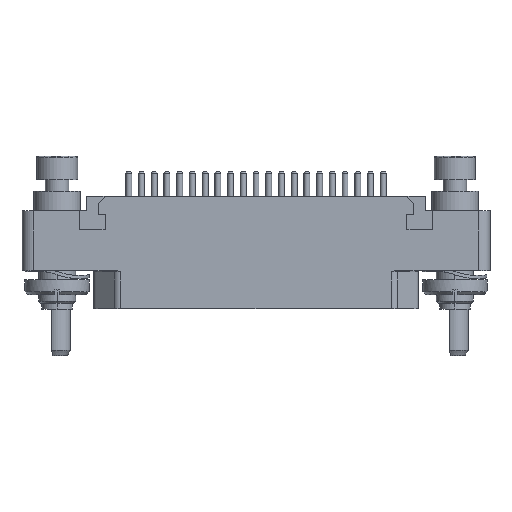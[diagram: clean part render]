
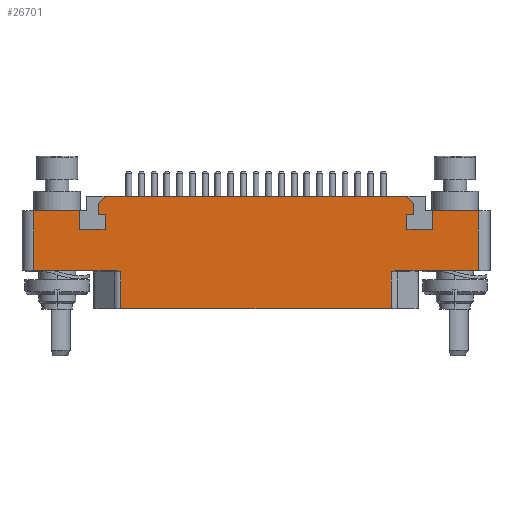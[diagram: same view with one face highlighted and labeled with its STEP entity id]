
A CAD part, top view. The second image highlights one B-rep face of the part: STEP entity #26701.
In plain terms, the highlighted planar face has unit normal (0, 0, 1).
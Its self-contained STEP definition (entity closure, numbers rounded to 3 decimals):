
#2525=DIRECTION('',(-1.,0.,0.));
#2526=VECTOR('',#2525,46.236);
#2527=CARTESIAN_POINT('',(23.118,-6.5,7.));
#2528=LINE('',#2527,#2526);
#2633=DIRECTION('',(1.,0.,0.));
#2634=VECTOR('',#2633,14.082);
#2635=CARTESIAN_POINT('',(-38.,0.,7.));
#2636=LINE('',#2635,#2634);
#4703=DIRECTION('',(0.,-1.,0.));
#4704=VECTOR('',#4703,10.25);
#4705=CARTESIAN_POINT('',(-38.,10.25,7.));
#4706=LINE('',#4705,#4704);
#4721=DIRECTION('',(1.,0.,0.));
#4722=VECTOR('',#4721,7.8);
#4723=CARTESIAN_POINT('',(-38.,10.25,7.));
#4724=LINE('',#4723,#4722);
#4725=DIRECTION('',(0.,-1.,0.));
#4726=VECTOR('',#4725,3.2);
#4727=CARTESIAN_POINT('',(-30.2,10.25,7.));
#4728=LINE('',#4727,#4726);
#4729=DIRECTION('',(1.,0.,0.));
#4730=VECTOR('',#4729,4.4);
#4731=CARTESIAN_POINT('',(-30.2,7.05,7.));
#4732=LINE('',#4731,#4730);
#4733=DIRECTION('',(0.,1.,0.));
#4734=VECTOR('',#4733,2.6);
#4735=CARTESIAN_POINT('',(-25.8,7.05,7.));
#4736=LINE('',#4735,#4734);
#4737=DIRECTION('',(-1.,0.,0.));
#4738=VECTOR('',#4737,1.2);
#4739=CARTESIAN_POINT('',(-25.8,9.65,7.));
#4740=LINE('',#4739,#4738);
#4741=DIRECTION('',(0.,-1.,0.));
#4742=VECTOR('',#4741,1.9);
#4743=CARTESIAN_POINT('',(-27.,11.55,7.));
#4744=LINE('',#4743,#4742);
#4745=DIRECTION('',(1.,0.,0.));
#4746=VECTOR('',#4745,51.6);
#4747=CARTESIAN_POINT('',(-25.8,12.75,7.));
#4748=LINE('',#4747,#4746);
#4749=DIRECTION('',(0.,-1.,0.));
#4750=VECTOR('',#4749,1.9);
#4751=CARTESIAN_POINT('',(27.,11.55,7.));
#4752=LINE('',#4751,#4750);
#4753=DIRECTION('',(-1.,0.,0.));
#4754=VECTOR('',#4753,1.2);
#4755=CARTESIAN_POINT('',(27.,9.65,7.));
#4756=LINE('',#4755,#4754);
#4757=DIRECTION('',(0.,-1.,0.));
#4758=VECTOR('',#4757,2.6);
#4759=CARTESIAN_POINT('',(25.8,9.65,7.));
#4760=LINE('',#4759,#4758);
#4761=DIRECTION('',(1.,0.,0.));
#4762=VECTOR('',#4761,4.4);
#4763=CARTESIAN_POINT('',(25.8,7.05,7.));
#4764=LINE('',#4763,#4762);
#4765=DIRECTION('',(0.,1.,0.));
#4766=VECTOR('',#4765,3.2);
#4767=CARTESIAN_POINT('',(30.2,7.05,7.));
#4768=LINE('',#4767,#4766);
#4769=DIRECTION('',(1.,0.,0.));
#4770=VECTOR('',#4769,7.8);
#4771=CARTESIAN_POINT('',(30.2,10.25,7.));
#4772=LINE('',#4771,#4770);
#4794=DIRECTION('',(1.,0.,0.));
#4795=VECTOR('',#4794,14.082);
#4796=CARTESIAN_POINT('',(23.918,0.,7.));
#4797=LINE('',#4796,#4795);
#6040=DIRECTION('',(0.,1.,0.));
#6041=VECTOR('',#6040,10.25);
#6042=CARTESIAN_POINT('',(38.,0.,7.));
#6043=LINE('',#6042,#6041);
#6887=CARTESIAN_POINT('',(23.118,-0.2,7.));
#6888=CARTESIAN_POINT('',(23.14,-0.192,7.));
#6889=CARTESIAN_POINT('',(23.184,-0.176,7.));
#6890=CARTESIAN_POINT('',(23.251,-0.152,7.));
#6891=CARTESIAN_POINT('',(23.318,-0.128,7.));
#6892=CARTESIAN_POINT('',(23.385,-0.106,7.));
#6893=CARTESIAN_POINT('',(23.451,-0.085,7.));
#6894=CARTESIAN_POINT('',(23.515,-0.066,7.));
#6895=CARTESIAN_POINT('',(23.577,-0.049,7.));
#6896=CARTESIAN_POINT('',(23.636,-0.035,7.));
#6897=CARTESIAN_POINT('',(23.688,-0.024,7.));
#6898=CARTESIAN_POINT('',(23.734,-0.016,7.));
#6899=CARTESIAN_POINT('',(23.776,-0.01,7.));
#6900=CARTESIAN_POINT('',(23.814,-0.005,7.));
#6901=CARTESIAN_POINT('',(23.85,-0.002,7.));
#6902=CARTESIAN_POINT('',(23.884,0.,7.));
#6903=CARTESIAN_POINT('',(23.907,0.,7.));
#6904=CARTESIAN_POINT('',(23.918,0.,7.));
#6920=DIRECTION('',(0.,1.,0.));
#6921=VECTOR('',#6920,6.3);
#6922=CARTESIAN_POINT('',(23.118,-6.5,7.));
#6923=LINE('',#6922,#6921);
#6924=DIRECTION('',(0.,1.,0.));
#6925=VECTOR('',#6924,6.3);
#6926=CARTESIAN_POINT('',(-23.118,-6.5,7.));
#6927=LINE('',#6926,#6925);
#6952=CARTESIAN_POINT('',(-23.918,0.,7.));
#6953=CARTESIAN_POINT('',(-23.907,0.,7.));
#6954=CARTESIAN_POINT('',(-23.884,0.,7.));
#6955=CARTESIAN_POINT('',(-23.85,-0.002,7.));
#6956=CARTESIAN_POINT('',(-23.814,-0.005,7.));
#6957=CARTESIAN_POINT('',(-23.776,-0.01,7.));
#6958=CARTESIAN_POINT('',(-23.734,-0.016,7.));
#6959=CARTESIAN_POINT('',(-23.688,-0.024,7.));
#6960=CARTESIAN_POINT('',(-23.636,-0.035,7.));
#6961=CARTESIAN_POINT('',(-23.577,-0.049,7.));
#6962=CARTESIAN_POINT('',(-23.515,-0.066,7.));
#6963=CARTESIAN_POINT('',(-23.451,-0.085,7.));
#6964=CARTESIAN_POINT('',(-23.385,-0.106,7.));
#6965=CARTESIAN_POINT('',(-23.318,-0.128,7.));
#6966=CARTESIAN_POINT('',(-23.251,-0.152,7.));
#6967=CARTESIAN_POINT('',(-23.184,-0.176,7.));
#6968=CARTESIAN_POINT('',(-23.14,-0.192,7.));
#6969=CARTESIAN_POINT('',(-23.118,-0.2,7.));
#7119=DIRECTION('',(-0.707,-0.707,0.));
#7120=VECTOR('',#7119,1.697);
#7121=CARTESIAN_POINT('',(-25.8,12.75,7.));
#7122=LINE('',#7121,#7120);
#7159=DIRECTION('',(0.707,-0.707,0.));
#7160=VECTOR('',#7159,1.697);
#7161=CARTESIAN_POINT('',(25.8,12.75,7.));
#7162=LINE('',#7161,#7160);
#19460=CARTESIAN_POINT('',(-30.2,10.25,7.));
#19461=CARTESIAN_POINT('',(-30.2,7.05,7.));
#19462=VERTEX_POINT('',#19460);
#19463=VERTEX_POINT('',#19461);
#19464=CARTESIAN_POINT('',(-25.8,7.05,7.));
#19465=VERTEX_POINT('',#19464);
#19466=CARTESIAN_POINT('',(-25.8,9.65,7.));
#19467=VERTEX_POINT('',#19466);
#19468=CARTESIAN_POINT('',(-27.,9.65,7.));
#19469=VERTEX_POINT('',#19468);
#19470=CARTESIAN_POINT('',(27.,9.65,7.));
#19471=CARTESIAN_POINT('',(25.8,9.65,7.));
#19472=VERTEX_POINT('',#19470);
#19473=VERTEX_POINT('',#19471);
#19474=CARTESIAN_POINT('',(25.8,7.05,7.));
#19475=VERTEX_POINT('',#19474);
#19476=CARTESIAN_POINT('',(30.2,7.05,7.));
#19477=VERTEX_POINT('',#19476);
#19478=CARTESIAN_POINT('',(30.2,10.25,7.));
#19479=VERTEX_POINT('',#19478);
#19484=CARTESIAN_POINT('',(-25.8,12.75,7.));
#19486=VERTEX_POINT('',#19484);
#19488=CARTESIAN_POINT('',(-27.,11.55,7.));
#19490=VERTEX_POINT('',#19488);
#19492=CARTESIAN_POINT('',(25.8,12.75,7.));
#19494=VERTEX_POINT('',#19492);
#19496=CARTESIAN_POINT('',(27.,11.55,7.));
#19498=VERTEX_POINT('',#19496);
#19588=CARTESIAN_POINT('',(38.,0.,7.));
#19589=CARTESIAN_POINT('',(38.,10.25,7.));
#19590=VERTEX_POINT('',#19588);
#19591=VERTEX_POINT('',#19589);
#19596=CARTESIAN_POINT('',(-38.,10.25,7.));
#19597=CARTESIAN_POINT('',(-38.,0.,7.));
#19598=VERTEX_POINT('',#19596);
#19599=VERTEX_POINT('',#19597);
#19805=CARTESIAN_POINT('',(23.118,-6.5,7.));
#19807=VERTEX_POINT('',#19805);
#19808=CARTESIAN_POINT('',(-23.118,-6.5,7.));
#19810=VERTEX_POINT('',#19808);
#19872=CARTESIAN_POINT('',(-23.118,-0.2,7.));
#19873=VERTEX_POINT('',#19872);
#19874=CARTESIAN_POINT('',(-23.918,0.,7.));
#19875=VERTEX_POINT('',#19874);
#19876=CARTESIAN_POINT('',(23.118,-0.2,7.));
#19878=VERTEX_POINT('',#19876);
#19880=CARTESIAN_POINT('',(23.918,0.,7.));
#19882=VERTEX_POINT('',#19880);
#26652=CARTESIAN_POINT('',(0.,0.,7.));
#26653=DIRECTION('',(0.,0.,-1.));
#26654=DIRECTION('',(-1.,0.,0.));
#26655=AXIS2_PLACEMENT_3D('',#26652,#26653,#26654);
#26656=PLANE('',#26655);
#26658=ORIENTED_EDGE('',*,*,#26657,.F.);
#26660=ORIENTED_EDGE('',*,*,#26659,.F.);
#26662=ORIENTED_EDGE('',*,*,#26661,.F.);
#26663=ORIENTED_EDGE('',*,*,#25142,.T.);
#26665=ORIENTED_EDGE('',*,*,#26664,.T.);
#26667=ORIENTED_EDGE('',*,*,#26666,.F.);
#26668=ORIENTED_EDGE('',*,*,#25231,.F.);
#26669=ORIENTED_EDGE('',*,*,#26644,.F.);
#26670=ORIENTED_EDGE('',*,*,#26608,.T.);
#26672=ORIENTED_EDGE('',*,*,#26671,.T.);
#26674=ORIENTED_EDGE('',*,*,#26673,.T.);
#26676=ORIENTED_EDGE('',*,*,#26675,.T.);
#26678=ORIENTED_EDGE('',*,*,#26677,.T.);
#26680=ORIENTED_EDGE('',*,*,#26679,.F.);
#26682=ORIENTED_EDGE('',*,*,#26681,.F.);
#26683=ORIENTED_EDGE('',*,*,#24567,.T.);
#26685=ORIENTED_EDGE('',*,*,#26684,.T.);
#26687=ORIENTED_EDGE('',*,*,#26686,.T.);
#26689=ORIENTED_EDGE('',*,*,#26688,.T.);
#26691=ORIENTED_EDGE('',*,*,#26690,.T.);
#26693=ORIENTED_EDGE('',*,*,#26692,.T.);
#26695=ORIENTED_EDGE('',*,*,#26694,.T.);
#26696=ORIENTED_EDGE('',*,*,#24957,.T.);
#26698=ORIENTED_EDGE('',*,*,#26697,.F.);
#26699=EDGE_LOOP('',(#26658,#26660,#26662,#26663,#26665,#26667,#26668,#26669,
#26670,#26672,#26674,#26676,#26678,#26680,#26682,#26683,#26685,#26687,#26689,
#26691,#26693,#26695,#26696,#26698));
#26700=FACE_OUTER_BOUND('',#26699,.F.);
#26701=ADVANCED_FACE('',(#26700),#26656,.F.);
#6905=B_SPLINE_CURVE_WITH_KNOTS('',3,(#6887,#6888,#6889,#6890,#6891,#6892,#6893,
#6894,#6895,#6896,#6897,#6898,#6899,#6900,#6901,#6902,#6903,#6904),
.UNSPECIFIED.,.F.,.F.,(4,1,1,1,1,1,1,1,1,1,1,1,1,1,1,4),(0.,0.067,
0.133,0.2,0.267,0.333,0.4,
0.467,0.533,0.6,0.667,0.733,
0.8,0.867,0.933,1.),.UNSPECIFIED.);
#6970=B_SPLINE_CURVE_WITH_KNOTS('',3,(#6952,#6953,#6954,#6955,#6956,#6957,#6958,
#6959,#6960,#6961,#6962,#6963,#6964,#6965,#6966,#6967,#6968,#6969),
.UNSPECIFIED.,.F.,.F.,(4,1,1,1,1,1,1,1,1,1,1,1,1,1,1,4),(0.,0.067,
0.133,0.2,0.267,0.333,0.4,
0.467,0.533,0.6,0.667,0.733,
0.8,0.867,0.933,1.),.UNSPECIFIED.);
#24567=EDGE_CURVE('',#19486,#19494,#4748,.T.);
#24957=EDGE_CURVE('',#19479,#19591,#4772,.T.);
#25142=EDGE_CURVE('',#19807,#19810,#2528,.T.);
#25231=EDGE_CURVE('',#19599,#19875,#2636,.T.);
#26608=EDGE_CURVE('',#19598,#19462,#4724,.T.);
#26644=EDGE_CURVE('',#19598,#19599,#4706,.T.);
#26657=EDGE_CURVE('',#19882,#19590,#4797,.T.);
#26659=EDGE_CURVE('',#19878,#19882,#6905,.T.);
#26661=EDGE_CURVE('',#19807,#19878,#6923,.T.);
#26664=EDGE_CURVE('',#19810,#19873,#6927,.T.);
#26666=EDGE_CURVE('',#19875,#19873,#6970,.T.);
#26671=EDGE_CURVE('',#19462,#19463,#4728,.T.);
#26673=EDGE_CURVE('',#19463,#19465,#4732,.T.);
#26675=EDGE_CURVE('',#19465,#19467,#4736,.T.);
#26677=EDGE_CURVE('',#19467,#19469,#4740,.T.);
#26679=EDGE_CURVE('',#19490,#19469,#4744,.T.);
#26681=EDGE_CURVE('',#19486,#19490,#7122,.T.);
#26684=EDGE_CURVE('',#19494,#19498,#7162,.T.);
#26686=EDGE_CURVE('',#19498,#19472,#4752,.T.);
#26688=EDGE_CURVE('',#19472,#19473,#4756,.T.);
#26690=EDGE_CURVE('',#19473,#19475,#4760,.T.);
#26692=EDGE_CURVE('',#19475,#19477,#4764,.T.);
#26694=EDGE_CURVE('',#19477,#19479,#4768,.T.);
#26697=EDGE_CURVE('',#19590,#19591,#6043,.T.);
